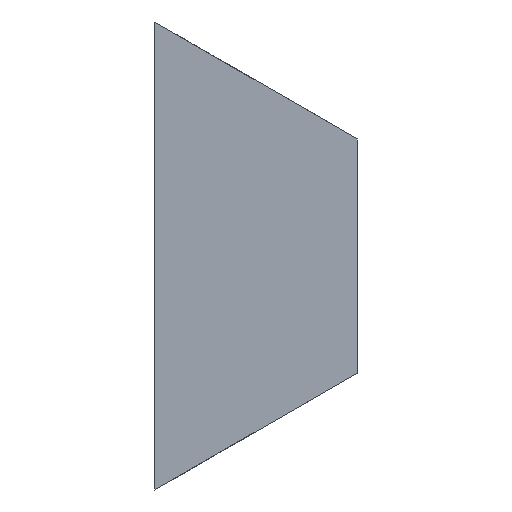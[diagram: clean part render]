
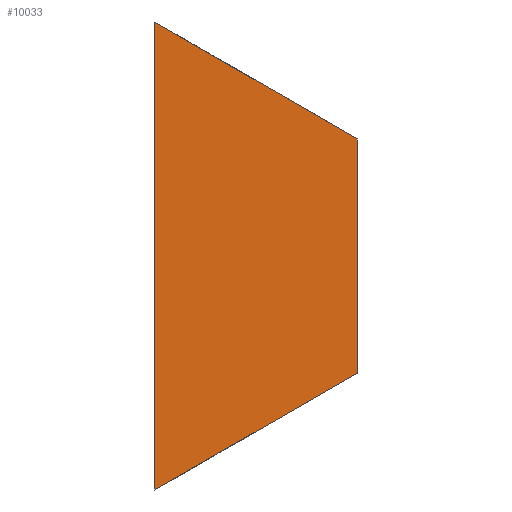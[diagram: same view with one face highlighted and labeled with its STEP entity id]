
A CAD part, front view. The second image highlights one B-rep face of the part: STEP entity #10033.
In plain terms, the highlighted planar face has unit normal (0, -1, 0).
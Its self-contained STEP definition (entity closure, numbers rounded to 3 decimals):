
#620 = AXIS2_PLACEMENT_3D ( 'NONE', #3646, #6911, #2090 ) ;
#668 = VERTEX_POINT ( 'NONE', #1687 ) ;
#1375 = DIRECTION ( 'NONE',  ( 0., 0., -1. ) ) ;
#1687 = CARTESIAN_POINT ( 'NONE',  ( 40., -2., 23.094 ) ) ;
#1765 = LINE ( 'NONE', #5452, #10077 ) ;
#1824 = ORIENTED_EDGE ( 'NONE', *, *, #8874, .T. ) ;
#2090 = DIRECTION ( 'NONE',  ( 0., 0., 1. ) ) ;
#2719 = CARTESIAN_POINT ( 'NONE',  ( 40., -2., -23.094 ) ) ;
#2736 = DIRECTION ( 'NONE',  ( 0., 0., 1. ) ) ;
#3085 = DIRECTION ( 'NONE',  ( 0.866, 0., 0.5 ) ) ;
#3241 = ORIENTED_EDGE ( 'NONE', *, *, #7175, .T. ) ;
#3252 = VECTOR ( 'NONE', #2736, 1000. ) ;
#3646 = CARTESIAN_POINT ( 'NONE',  ( 0., -2., 0. ) ) ;
#3942 = CARTESIAN_POINT ( 'NONE',  ( 0., -2., 46.188 ) ) ;
#4205 = VERTEX_POINT ( 'NONE', #2719 ) ;
#4299 = CARTESIAN_POINT ( 'NONE',  ( 0., -2., 46.188 ) ) ;
#4544 = VERTEX_POINT ( 'NONE', #9573 ) ;
#4896 = LINE ( 'NONE', #7016, #8674 ) ;
#4944 = ORIENTED_EDGE ( 'NONE', *, *, #7339, .T. ) ;
#5376 = LINE ( 'NONE', #6730, #3252 ) ;
#5452 = CARTESIAN_POINT ( 'NONE',  ( 40., -2., -23.094 ) ) ;
#6730 = CARTESIAN_POINT ( 'NONE',  ( 40., -2., 23.094 ) ) ;
#6911 = DIRECTION ( 'NONE',  ( 0., 1., 0. ) ) ;
#6915 = VERTEX_POINT ( 'NONE', #3942 ) ;
#7016 = CARTESIAN_POINT ( 'NONE',  ( 0., -2., -46.188 ) ) ;
#7175 = EDGE_CURVE ( 'NONE', #668, #6915, #8554, .T. ) ;
#7339 = EDGE_CURVE ( 'NONE', #6915, #4544, #4896, .T. ) ;
#7386 = EDGE_CURVE ( 'NONE', #4544, #4205, #1765, .T. ) ;
#7717 = EDGE_LOOP ( 'NONE', ( #4944, #9816, #1824, #3241 ) ) ;
#8554 = LINE ( 'NONE', #4299, #10198 ) ;
#8674 = VECTOR ( 'NONE', #1375, 1000. ) ;
#8874 = EDGE_CURVE ( 'NONE', #4205, #668, #5376, .T. ) ;
#9093 = DIRECTION ( 'NONE',  ( -0.866, 0., 0.5 ) ) ;
#9573 = CARTESIAN_POINT ( 'NONE',  ( 0., -2., -46.188 ) ) ;
#9676 = FACE_OUTER_BOUND ( 'NONE', #7717, .T. ) ;
#9816 = ORIENTED_EDGE ( 'NONE', *, *, #7386, .T. ) ;
#10033 = ADVANCED_FACE ( 'NONE', ( #9676 ), #10102, .F. ) ;
#10077 = VECTOR ( 'NONE', #3085, 1000. ) ;
#10102 = PLANE ( 'NONE',  #620 ) ;
#10198 = VECTOR ( 'NONE', #9093, 1000. ) ;
